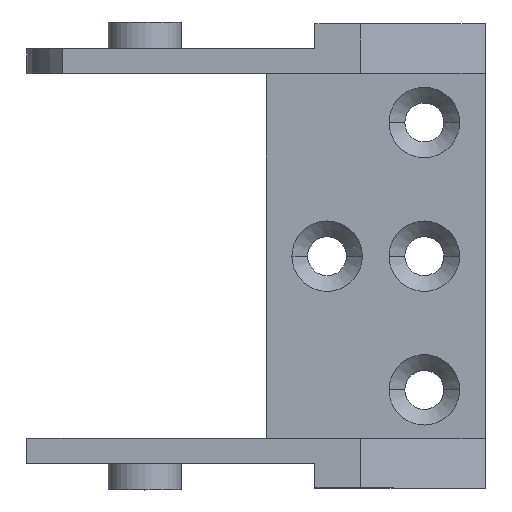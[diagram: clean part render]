
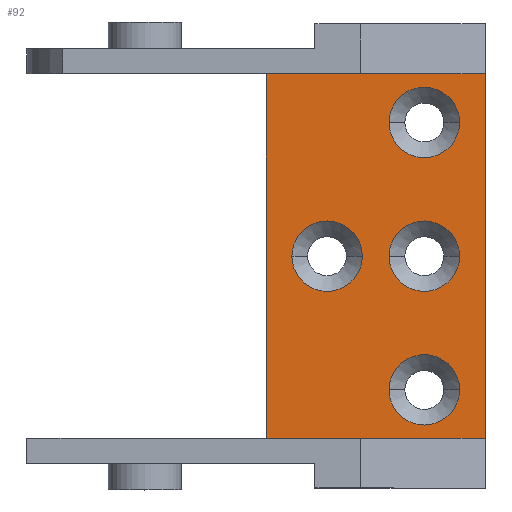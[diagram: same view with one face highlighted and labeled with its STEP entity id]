
A CAD part, top view. The second image highlights one B-rep face of the part: STEP entity #92.
In plain terms, the highlighted planar face has unit normal (0, 0, 1).
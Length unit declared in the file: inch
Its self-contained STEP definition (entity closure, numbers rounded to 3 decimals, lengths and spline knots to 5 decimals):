
#10 = EDGE_CURVE ( 'NONE', #106, #1157, #531, .T. ) ;
#28 = EDGE_LOOP ( 'NONE', ( #588, #341 ) ) ;
#41 = VERTEX_POINT ( 'NONE', #1159 ) ;
#61 = VERTEX_POINT ( 'NONE', #1132 ) ;
#68 = DIRECTION ( 'NONE',  ( 1., 0., 0. ) ) ;
#81 = DIRECTION ( 'NONE',  ( -1., 0., 0. ) ) ;
#92 = ADVANCED_FACE ( 'NONE', ( #730, #1057, #300, #191, #399 ), #950, .T. ) ;
#97 = CARTESIAN_POINT ( 'NONE',  ( 0.90551, 0.15748, -0.29134 ) ) ;
#99 = DIRECTION ( 'NONE',  ( 1., 0., 0. ) ) ;
#101 = CARTESIAN_POINT ( 'NONE',  ( 0.47638, 0.59055, -0.29134 ) ) ;
#105 = DIRECTION ( 'NONE',  ( 0., 0., -1. ) ) ;
#106 = VERTEX_POINT ( 'NONE', #708 ) ;
#117 = VERTEX_POINT ( 'NONE', #1036 ) ;
#130 = LINE ( 'NONE', #351, #832 ) ;
#143 = AXIS2_PLACEMENT_3D ( 'NONE', #298, #1261, #1029 ) ;
#144 = LINE ( 'NONE', #352, #432 ) ;
#177 = CARTESIAN_POINT ( 'NONE',  ( 0.41634, 0., -0.29134 ) ) ;
#191 = FACE_BOUND ( 'NONE', #731, .T. ) ;
#205 = AXIS2_PLACEMENT_3D ( 'NONE', #712, #1224, #1121 ) ;
#218 = DIRECTION ( 'NONE',  ( 0., 0., -1. ) ) ;
#233 = DIRECTION ( 'NONE',  ( 0., 1., 0. ) ) ;
#252 = CIRCLE ( 'NONE', #411, 0.11417 ) ;
#258 = ORIENTED_EDGE ( 'NONE', *, *, #10, .T. ) ;
#298 = CARTESIAN_POINT ( 'NONE',  ( 0.90551, 1.02362, -0.29134 ) ) ;
#300 = FACE_BOUND ( 'NONE', #647, .T. ) ;
#341 = ORIENTED_EDGE ( 'NONE', *, *, #406, .T. ) ;
#350 = ORIENTED_EDGE ( 'NONE', *, *, #578, .T. ) ;
#351 = CARTESIAN_POINT ( 'NONE',  ( 0.3937, -0.08071, -0.29134 ) ) ;
#352 = CARTESIAN_POINT ( 'NONE',  ( 0.41634, 1.1811, -0.29134 ) ) ;
#361 = EDGE_CURVE ( 'NONE', #801, #1252, #606, .T. ) ;
#365 = CIRCLE ( 'NONE', #1145, 0.11417 ) ;
#394 = CARTESIAN_POINT ( 'NONE',  ( 0.79134, 0.59055, -0.29134 ) ) ;
#399 = FACE_OUTER_BOUND ( 'NONE', #469, .T. ) ;
#406 = EDGE_CURVE ( 'NONE', #1318, #117, #1038, .T. ) ;
#411 = AXIS2_PLACEMENT_3D ( 'NONE', #651, #1081, #678 ) ;
#426 = ORIENTED_EDGE ( 'NONE', *, *, #540, .F. ) ;
#432 = VECTOR ( 'NONE', #872, 39.37008 ) ;
#433 = AXIS2_PLACEMENT_3D ( 'NONE', #864, #105, #99 ) ;
#437 = VERTEX_POINT ( 'NONE', #846 ) ;
#469 = EDGE_LOOP ( 'NONE', ( #471, #350, #426, #743 ) ) ;
#471 = ORIENTED_EDGE ( 'NONE', *, *, #796, .F. ) ;
#474 = CARTESIAN_POINT ( 'NONE',  ( 0.79134, 1.02362, -0.29134 ) ) ;
#475 = ORIENTED_EDGE ( 'NONE', *, *, #1282, .T. ) ;
#481 = DIRECTION ( 'NONE',  ( 1., 0., 0. ) ) ;
#488 = ORIENTED_EDGE ( 'NONE', *, *, #1003, .T. ) ;
#492 = DIRECTION ( 'NONE',  ( 0., 0., 1. ) ) ;
#510 = EDGE_CURVE ( 'NONE', #117, #1318, #365, .T. ) ;
#523 = DIRECTION ( 'NONE',  ( 0., 0., -1. ) ) ;
#531 = CIRCLE ( 'NONE', #1310, 0.11417 ) ;
#540 = EDGE_CURVE ( 'NONE', #812, #41, #144, .T. ) ;
#548 = DIRECTION ( 'NONE',  ( 0., 1., 0. ) ) ;
#551 = ORIENTED_EDGE ( 'NONE', *, *, #1143, .T. ) ;
#578 = EDGE_CURVE ( 'NONE', #437, #41, #1203, .T. ) ;
#588 = ORIENTED_EDGE ( 'NONE', *, *, #510, .T. ) ;
#606 = CIRCLE ( 'NONE', #205, 0.11417 ) ;
#617 = DIRECTION ( 'NONE',  ( 1., 0., 0. ) ) ;
#639 = VERTEX_POINT ( 'NONE', #882 ) ;
#646 = DIRECTION ( 'NONE',  ( 1., 0., 0. ) ) ;
#647 = EDGE_LOOP ( 'NONE', ( #551, #1115 ) ) ;
#651 = CARTESIAN_POINT ( 'NONE',  ( 0.90551, 0.15748, -0.29134 ) ) ;
#654 = EDGE_LOOP ( 'NONE', ( #488, #258 ) ) ;
#655 = CARTESIAN_POINT ( 'NONE',  ( 0.90551, 1.02362, -0.29134 ) ) ;
#678 = DIRECTION ( 'NONE',  ( 1., 0., 0. ) ) ;
#697 = CIRCLE ( 'NONE', #905, 0.11417 ) ;
#708 = CARTESIAN_POINT ( 'NONE',  ( 0.79134, 0.15748, -0.29134 ) ) ;
#712 = CARTESIAN_POINT ( 'NONE',  ( 0.90551, 0.59055, -0.29134 ) ) ;
#727 = CARTESIAN_POINT ( 'NONE',  ( 0.59055, 0.59055, -0.29134 ) ) ;
#730 = FACE_BOUND ( 'NONE', #28, .T. ) ;
#731 = EDGE_LOOP ( 'NONE', ( #1262, #475 ) ) ;
#743 = ORIENTED_EDGE ( 'NONE', *, *, #1008, .F. ) ;
#769 = CIRCLE ( 'NONE', #143, 0.11417 ) ;
#785 = VERTEX_POINT ( 'NONE', #474 ) ;
#796 = EDGE_CURVE ( 'NONE', #437, #61, #1139, .T. ) ;
#801 = VERTEX_POINT ( 'NONE', #394 ) ;
#807 = CARTESIAN_POINT ( 'NONE',  ( 1.01969, 0.15748, -0.29134 ) ) ;
#812 = VERTEX_POINT ( 'NONE', #1039 ) ;
#827 = CARTESIAN_POINT ( 'NONE',  ( 1.01969, 0.59055, -0.29134 ) ) ;
#832 = VECTOR ( 'NONE', #233, 39.37008 ) ;
#837 = CARTESIAN_POINT ( 'NONE',  ( 0.90551, 0.59055, -0.29134 ) ) ;
#846 = CARTESIAN_POINT ( 'NONE',  ( 1.10236, 0., -0.29134 ) ) ;
#857 = AXIS2_PLACEMENT_3D ( 'NONE', #837, #1246, #68 ) ;
#864 = CARTESIAN_POINT ( 'NONE',  ( 0.59055, 0.59055, -0.29134 ) ) ;
#872 = DIRECTION ( 'NONE',  ( 1., 0., 0. ) ) ;
#882 = CARTESIAN_POINT ( 'NONE',  ( 1.01969, 1.02362, -0.29134 ) ) ;
#905 = AXIS2_PLACEMENT_3D ( 'NONE', #655, #961, #1070 ) ;
#925 = CIRCLE ( 'NONE', #857, 0.11417 ) ;
#950 = PLANE ( 'NONE',  #1030 ) ;
#961 = DIRECTION ( 'NONE',  ( 0., 0., -1. ) ) ;
#990 = VECTOR ( 'NONE', #81, 39.37008 ) ;
#999 = CARTESIAN_POINT ( 'NONE',  ( 1.10236, -0.08071, -0.29134 ) ) ;
#1003 = EDGE_CURVE ( 'NONE', #1157, #106, #252, .T. ) ;
#1008 = EDGE_CURVE ( 'NONE', #61, #812, #130, .T. ) ;
#1029 = DIRECTION ( 'NONE',  ( 1., 0., 0. ) ) ;
#1030 = AXIS2_PLACEMENT_3D ( 'NONE', #1241, #492, #617 ) ;
#1036 = CARTESIAN_POINT ( 'NONE',  ( 0.70472, 0.59055, -0.29134 ) ) ;
#1038 = CIRCLE ( 'NONE', #433, 0.11417 ) ;
#1039 = CARTESIAN_POINT ( 'NONE',  ( 0.3937, 1.1811, -0.29134 ) ) ;
#1057 = FACE_BOUND ( 'NONE', #654, .T. ) ;
#1070 = DIRECTION ( 'NONE',  ( 1., 0., 0. ) ) ;
#1081 = DIRECTION ( 'NONE',  ( 0., 0., -1. ) ) ;
#1099 = VECTOR ( 'NONE', #548, 39.37008 ) ;
#1115 = ORIENTED_EDGE ( 'NONE', *, *, #361, .T. ) ;
#1121 = DIRECTION ( 'NONE',  ( 1., 0., 0. ) ) ;
#1132 = CARTESIAN_POINT ( 'NONE',  ( 0.3937, 0., -0.29134 ) ) ;
#1138 = EDGE_CURVE ( 'NONE', #639, #785, #769, .T. ) ;
#1139 = LINE ( 'NONE', #177, #990 ) ;
#1143 = EDGE_CURVE ( 'NONE', #1252, #801, #925, .T. ) ;
#1145 = AXIS2_PLACEMENT_3D ( 'NONE', #727, #218, #646 ) ;
#1157 = VERTEX_POINT ( 'NONE', #807 ) ;
#1159 = CARTESIAN_POINT ( 'NONE',  ( 1.10236, 1.1811, -0.29134 ) ) ;
#1203 = LINE ( 'NONE', #999, #1099 ) ;
#1224 = DIRECTION ( 'NONE',  ( 0., 0., -1. ) ) ;
#1241 = CARTESIAN_POINT ( 'NONE',  ( 0.74803, -0.08071, -0.29134 ) ) ;
#1246 = DIRECTION ( 'NONE',  ( 0., 0., -1. ) ) ;
#1252 = VERTEX_POINT ( 'NONE', #827 ) ;
#1261 = DIRECTION ( 'NONE',  ( 0., 0., -1. ) ) ;
#1262 = ORIENTED_EDGE ( 'NONE', *, *, #1138, .T. ) ;
#1282 = EDGE_CURVE ( 'NONE', #785, #639, #697, .T. ) ;
#1310 = AXIS2_PLACEMENT_3D ( 'NONE', #97, #523, #481 ) ;
#1318 = VERTEX_POINT ( 'NONE', #101 ) ;
